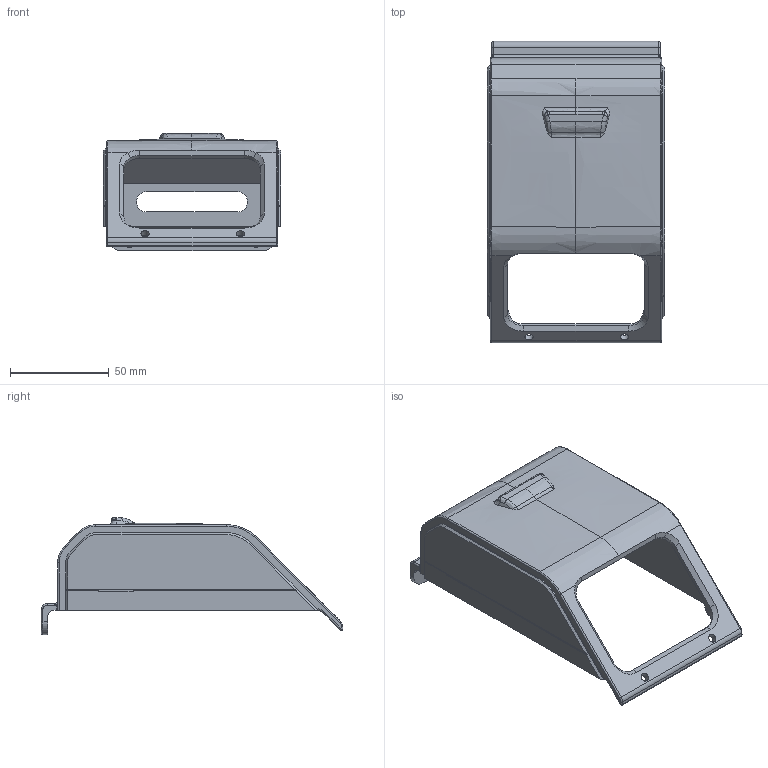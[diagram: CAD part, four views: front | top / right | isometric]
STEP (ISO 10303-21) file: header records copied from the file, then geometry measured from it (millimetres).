
FILE_DESCRIPTION(('HOOPS Exchange Step'),'2;1');
FILE_NAME('temp_export','2025-05-29T16:33:46+08:00',('jiangweitao'),('Shapr3D Limited'),'HOOPS Exchange 2024.8','Shapr3D','Authorized');
FILE_SCHEMA( ('AP242_MANAGED_MODEL_BASED_3D_ENGINEERING_MIM_LF {1 0 10303 442 1 1 4}') );
Length unit declared in the file: millimetre
Products named in the file (1): root
Bounding box: 89.6 x 152.57 x 59.34 mm (x, y, z)
Volume: 110063.1 mm3; surface area: 48962.7 mm2
Topology: 1 solids, 1 shells, 203 faces, 538 edges, 328 vertices
Faces by surface type: plane 75, cylinder 52, bspline 50, cone 14, torus 12
Entity records: 14725 total; most frequent: CARTESIAN_POINT 9958, ORIENTED_EDGE 1062, DIRECTION 874, EDGE_CURVE 531, VERTEX_POINT 328, AXIS2_PLACEMENT_3D 300, VECTOR 274, LINE 274
